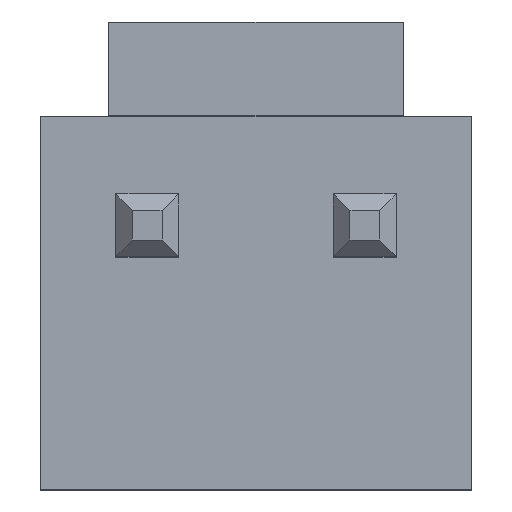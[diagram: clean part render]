
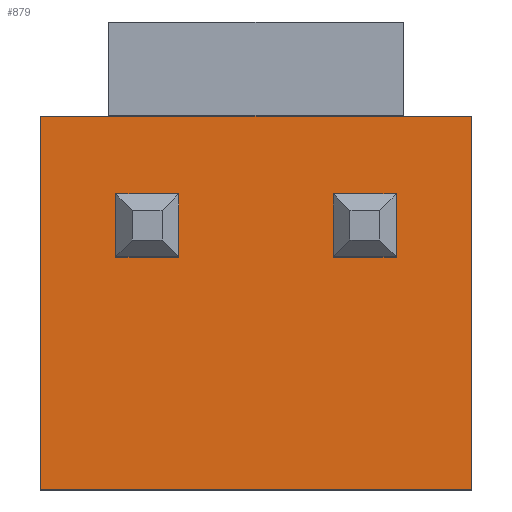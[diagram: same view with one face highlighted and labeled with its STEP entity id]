
A CAD part, top view. The second image highlights one B-rep face of the part: STEP entity #879.
In plain terms, the highlighted planar face has unit normal (0, 0, 1).
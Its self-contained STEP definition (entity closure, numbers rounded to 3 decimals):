
#14=FACE_BOUND('',#99,.T.);
#15=FACE_BOUND('',#100,.T.);
#48=FACE_OUTER_BOUND('',#98,.T.);
#98=EDGE_LOOP('',(#654,#655,#656,#657,#658,#659));
#99=EDGE_LOOP('',(#660,#661,#662,#663));
#100=EDGE_LOOP('',(#664,#665,#666,#667));
#169=LINE('',#1278,#283);
#172=LINE('',#1283,#286);
#186=LINE('',#1313,#300);
#189=LINE('',#1318,#303);
#191=LINE('',#1323,#305);
#192=LINE('',#1325,#306);
#193=LINE('',#1329,#307);
#194=LINE('',#1331,#308);
#195=LINE('',#1333,#309);
#196=LINE('',#1335,#310);
#197=LINE('',#1337,#311);
#198=LINE('',#1338,#312);
#199=LINE('',#1340,#313);
#200=LINE('',#1341,#314);
#283=VECTOR('',#1050,1000.);
#286=VECTOR('',#1055,1000.);
#300=VECTOR('',#1081,1000.);
#303=VECTOR('',#1086,1000.);
#305=VECTOR('',#1092,1000.);
#306=VECTOR('',#1095,1000.);
#307=VECTOR('',#1098,1000.);
#308=VECTOR('',#1099,1000.);
#309=VECTOR('',#1100,1000.);
#310=VECTOR('',#1101,1000.);
#311=VECTOR('',#1102,1000.);
#312=VECTOR('',#1103,1000.);
#313=VECTOR('',#1104,1000.);
#314=VECTOR('',#1105,1000.);
#380=VERTEX_POINT('',#1275);
#381=VERTEX_POINT('',#1277);
#382=VERTEX_POINT('',#1281);
#391=VERTEX_POINT('',#1310);
#392=VERTEX_POINT('',#1312);
#393=VERTEX_POINT('',#1316);
#394=VERTEX_POINT('',#1321);
#395=VERTEX_POINT('',#1327);
#396=VERTEX_POINT('',#1328);
#397=VERTEX_POINT('',#1330);
#398=VERTEX_POINT('',#1332);
#399=VERTEX_POINT('',#1334);
#400=VERTEX_POINT('',#1336);
#401=VERTEX_POINT('',#1339);
#467=EDGE_CURVE('',#381,#380,#169,.T.);
#470=EDGE_CURVE('',#380,#382,#172,.T.);
#484=EDGE_CURVE('',#392,#391,#186,.T.);
#487=EDGE_CURVE('',#391,#393,#189,.T.);
#489=EDGE_CURVE('',#393,#394,#191,.T.);
#490=EDGE_CURVE('',#394,#392,#192,.T.);
#491=EDGE_CURVE('',#395,#396,#193,.T.);
#492=EDGE_CURVE('',#397,#395,#194,.T.);
#493=EDGE_CURVE('',#398,#397,#195,.T.);
#494=EDGE_CURVE('',#399,#398,#196,.T.);
#495=EDGE_CURVE('',#399,#400,#197,.T.);
#496=EDGE_CURVE('',#400,#396,#198,.T.);
#497=EDGE_CURVE('',#382,#401,#199,.T.);
#498=EDGE_CURVE('',#401,#381,#200,.T.);
#654=ORIENTED_EDGE('',*,*,#491,.F.);
#655=ORIENTED_EDGE('',*,*,#492,.F.);
#656=ORIENTED_EDGE('',*,*,#493,.F.);
#657=ORIENTED_EDGE('',*,*,#494,.F.);
#658=ORIENTED_EDGE('',*,*,#495,.T.);
#659=ORIENTED_EDGE('',*,*,#496,.T.);
#660=ORIENTED_EDGE('',*,*,#489,.T.);
#661=ORIENTED_EDGE('',*,*,#490,.T.);
#662=ORIENTED_EDGE('',*,*,#484,.T.);
#663=ORIENTED_EDGE('',*,*,#487,.T.);
#664=ORIENTED_EDGE('',*,*,#497,.T.);
#665=ORIENTED_EDGE('',*,*,#498,.T.);
#666=ORIENTED_EDGE('',*,*,#467,.T.);
#667=ORIENTED_EDGE('',*,*,#470,.T.);
#792=PLANE('',#943);
#879=ADVANCED_FACE('',(#48,#14,#15),#792,.T.);
#943=AXIS2_PLACEMENT_3D('',#1326,#1096,#1097);
#1050=DIRECTION('',(1.,0.,0.));
#1055=DIRECTION('',(0.,-1.,0.));
#1081=DIRECTION('',(1.,0.,0.));
#1086=DIRECTION('',(0.,-1.,0.));
#1092=DIRECTION('',(-1.,0.,0.));
#1095=DIRECTION('',(0.,1.,0.));
#1096=DIRECTION('center_axis',(0.,0.,
1.));
#1097=DIRECTION('ref_axis',(0.,-1.,0.));
#1098=DIRECTION('',(0.,-1.,0.));
#1099=DIRECTION('',(1.,0.,0.));
#1100=DIRECTION('',(1.,0.,0.));
#1101=DIRECTION('',(1.,0.,0.));
#1102=DIRECTION('',(0.,-1.,0.));
#1103=DIRECTION('',(1.,0.,0.));
#1104=DIRECTION('',(-1.,0.,0.));
#1105=DIRECTION('',(0.,1.,0.));
#1275=CARTESIAN_POINT('',(4.53,0.57,6.9));
#1277=CARTESIAN_POINT('',(3.39,0.57,6.9));
#1278=CARTESIAN_POINT('',(-1.95,0.57,6.9));
#1281=CARTESIAN_POINT('',(4.53,-0.57,6.9));
#1283=CARTESIAN_POINT('',(4.53,2.,6.9));
#1310=CARTESIAN_POINT('',(0.57,0.57,6.9));
#1312=CARTESIAN_POINT('',(-0.57,0.57,6.9));
#1313=CARTESIAN_POINT('',(-1.95,0.57,6.9));
#1316=CARTESIAN_POINT('',(0.57,-0.57,6.9));
#1318=CARTESIAN_POINT('',(0.57,2.,6.9));
#1321=CARTESIAN_POINT('',(-0.57,-0.57,6.9));
#1323=CARTESIAN_POINT('',(-1.95,-0.57,6.9));
#1325=CARTESIAN_POINT('',(-0.57,2.,6.9));
#1326=CARTESIAN_POINT('Origin',(-1.95,2.,6.9));
#1327=CARTESIAN_POINT('',(5.91,2.,6.9));
#1328=CARTESIAN_POINT('',(5.91,-4.8,6.9));
#1329=CARTESIAN_POINT('',(5.91,2.,6.9));
#1330=CARTESIAN_POINT('',(4.66,2.,6.9));
#1331=CARTESIAN_POINT('',(-1.95,2.,6.9));
#1332=CARTESIAN_POINT('',(-0.7,2.,6.9));
#1333=CARTESIAN_POINT('',(-1.95,2.,6.9));
#1334=CARTESIAN_POINT('',(-1.95,2.,6.9));
#1335=CARTESIAN_POINT('',(-1.95,2.,6.9));
#1336=CARTESIAN_POINT('',(-1.95,-4.8,6.9));
#1337=CARTESIAN_POINT('',(-1.95,2.,6.9));
#1338=CARTESIAN_POINT('',(-1.95,-4.8,6.9));
#1339=CARTESIAN_POINT('',(3.39,-0.57,6.9));
#1340=CARTESIAN_POINT('',(-1.95,-0.57,6.9));
#1341=CARTESIAN_POINT('',(3.39,2.,6.9));
